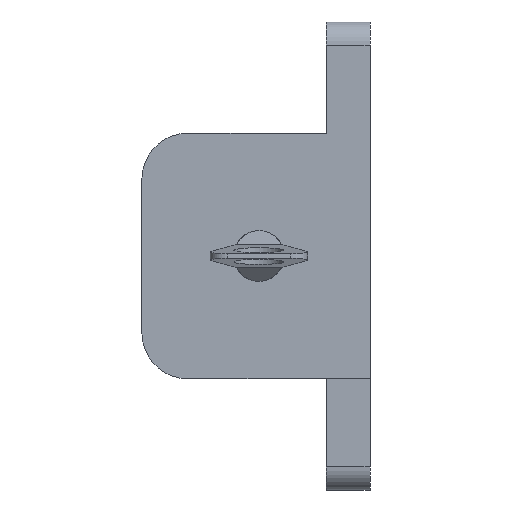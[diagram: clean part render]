
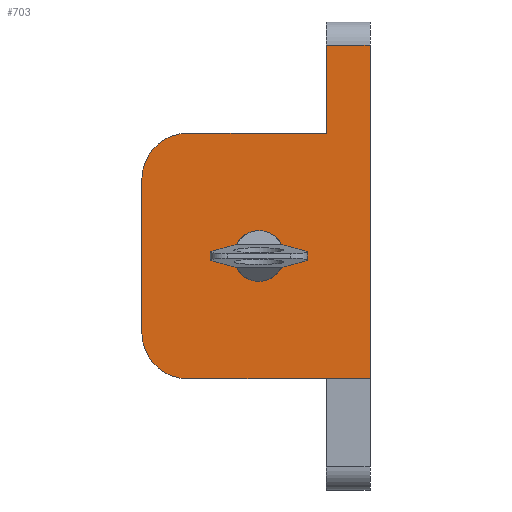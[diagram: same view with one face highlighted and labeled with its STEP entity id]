
A CAD part, left-side view. The second image highlights one B-rep face of the part: STEP entity #703.
In plain terms, the highlighted planar face has unit normal (-1, 0, 0).
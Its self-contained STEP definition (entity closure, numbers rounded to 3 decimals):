
#22=PLANE('',#760);
#55=LINE('',#1098,#115);
#56=LINE('',#1102,#116);
#57=LINE('',#1104,#117);
#58=LINE('',#1106,#118);
#59=LINE('',#1108,#119);
#60=LINE('',#1109,#120);
#115=VECTOR('',#883,6.67);
#116=VECTOR('',#886,7.91);
#117=VECTOR('',#887,14.495);
#118=VECTOR('',#888,1.91);
#119=VECTOR('',#889,3.825);
#120=VECTOR('',#890,6.);
#165=FACE_BOUND('',#256,.T.);
#178=CIRCLE('',#752,1.1);
#179=CIRCLE('',#758,2.);
#181=CIRCLE('',#761,2.);
#209=FACE_OUTER_BOUND('',#255,.T.);
#255=EDGE_LOOP('',(#528,#529,#530,#531,#532,#533,#534,#535));
#256=EDGE_LOOP('',(#536));
#329=VERTEX_POINT('',#1081);
#330=VERTEX_POINT('',#1088);
#331=VERTEX_POINT('',#1089);
#334=VERTEX_POINT('',#1097);
#335=VERTEX_POINT('',#1099);
#336=VERTEX_POINT('',#1101);
#337=VERTEX_POINT('',#1103);
#338=VERTEX_POINT('',#1105);
#339=VERTEX_POINT('',#1107);
#401=EDGE_CURVE('',#329,#329,#178,.T.);
#404=EDGE_CURVE('',#330,#331,#179,.T.);
#408=EDGE_CURVE('',#330,#334,#55,.T.);
#409=EDGE_CURVE('',#335,#334,#181,.T.);
#410=EDGE_CURVE('',#336,#335,#56,.T.);
#411=EDGE_CURVE('',#336,#337,#57,.T.);
#412=EDGE_CURVE('',#338,#337,#58,.T.);
#413=EDGE_CURVE('',#339,#338,#59,.T.);
#414=EDGE_CURVE('',#339,#331,#60,.T.);
#528=ORIENTED_EDGE('',*,*,#404,.F.);
#529=ORIENTED_EDGE('',*,*,#408,.T.);
#530=ORIENTED_EDGE('',*,*,#409,.F.);
#531=ORIENTED_EDGE('',*,*,#410,.F.);
#532=ORIENTED_EDGE('',*,*,#411,.T.);
#533=ORIENTED_EDGE('',*,*,#412,.F.);
#534=ORIENTED_EDGE('',*,*,#413,.F.);
#535=ORIENTED_EDGE('',*,*,#414,.T.);
#536=ORIENTED_EDGE('',*,*,#401,.T.);
#703=ADVANCED_FACE('',(#209,#165),#22,.T.);
#752=AXIS2_PLACEMENT_3D('',#1082,#863,#864);
#758=AXIS2_PLACEMENT_3D('',#1090,#875,#876);
#760=AXIS2_PLACEMENT_3D('',#1096,#881,#882);
#761=AXIS2_PLACEMENT_3D('',#1100,#884,#885);
#863=DIRECTION('center_axis',(1.,0.,0.));
#864=DIRECTION('ref_axis',(0.,0.,1.));
#875=DIRECTION('center_axis',(1.,0.,0.));
#876=DIRECTION('ref_axis',(0.,0.707,0.707));
#881=DIRECTION('center_axis',(-1.,0.,0.));
#882=DIRECTION('ref_axis',(0.,0.,1.));
#883=DIRECTION('',(0.,0.,-1.));
#884=DIRECTION('center_axis',(1.,0.,0.));
#885=DIRECTION('ref_axis',(0.,0.707,-0.707));
#886=DIRECTION('',(0.,1.,0.));
#887=DIRECTION('',(0.,0.,1.));
#888=DIRECTION('',(0.,-1.,0.));
#889=DIRECTION('',(0.,0.,1.));
#890=DIRECTION('',(0.,1.,0.));
#1081=CARTESIAN_POINT('',(0.,4.83,9.06));
#1082=CARTESIAN_POINT('Origin',(0.,4.83,10.16));
#1088=CARTESIAN_POINT('',(0.,9.91,13.495));
#1089=CARTESIAN_POINT('',(0.,7.91,15.495));
#1090=CARTESIAN_POINT('Origin',(0.,7.91,13.495));
#1096=CARTESIAN_POINT('Origin',(0.,0.,15.495));
#1097=CARTESIAN_POINT('',(0.,9.91,6.825));
#1098=CARTESIAN_POINT('',(0.,9.91,4.825));
#1099=CARTESIAN_POINT('',(0.,7.91,4.825));
#1100=CARTESIAN_POINT('Origin',(0.,7.91,6.825));
#1101=CARTESIAN_POINT('',(0.,0.,4.825));
#1102=CARTESIAN_POINT('',(0.,0.,4.825));
#1103=CARTESIAN_POINT('',(0.,0.,19.32));
#1104=CARTESIAN_POINT('',(0.,0.,4.825));
#1105=CARTESIAN_POINT('',(0.,1.91,19.32));
#1106=CARTESIAN_POINT('',(0.,0.,19.32));
#1107=CARTESIAN_POINT('',(0.,1.91,15.495));
#1108=CARTESIAN_POINT('',(0.,1.91,4.825));
#1109=CARTESIAN_POINT('',(0.,9.91,15.495));
